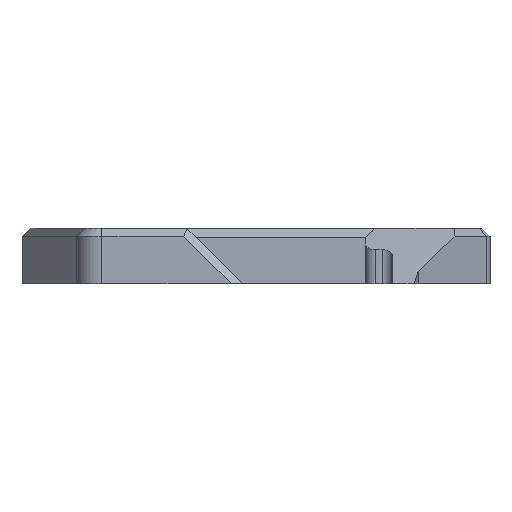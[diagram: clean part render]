
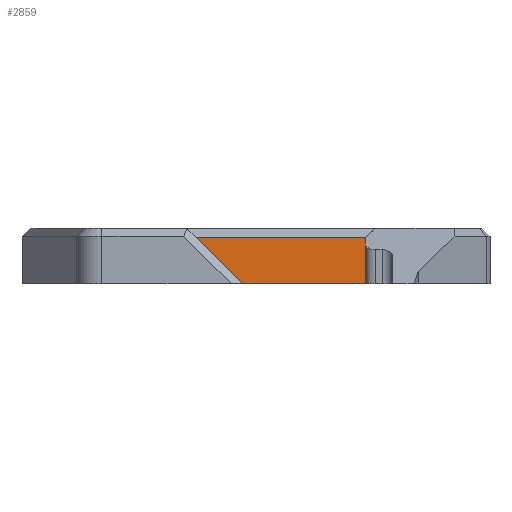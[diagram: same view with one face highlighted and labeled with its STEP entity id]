
A CAD part, left-side view. The second image highlights one B-rep face of the part: STEP entity #2859.
In plain terms, the highlighted planar face has unit normal (-1, 0, 0).
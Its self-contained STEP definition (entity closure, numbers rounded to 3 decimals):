
#1758=CARTESIAN_POINT('',(53.986,-31.179,1.4));
#1759=VERTEX_POINT('',#1758);
#1767=CARTESIAN_POINT('',(53.986,22.68,1.4));
#1768=VERTEX_POINT('',#1767);
#1769=CARTESIAN_POINT('',(53.986,22.68,1.4));
#1770=DIRECTION('',(0.,-1.,0.));
#1771=VECTOR('',#1770,53.86);
#1772=LINE('',#1769,#1771);
#1773=EDGE_CURVE('',#1768,#1759,#1772,.T.);
#2829=CARTESIAN_POINT('',(53.986,-4.25,8.4));
#2830=DIRECTION('',(1.,0.,0.));
#2831=DIRECTION('',(-0.,1.,0.));
#2832=AXIS2_PLACEMENT_3D('',#2829,#2830,#2831);
#2833=PLANE('',#2832);
#2834=CARTESIAN_POINT('',(53.986,-31.179,10.5));
#2835=VERTEX_POINT('',#2834);
#2836=CARTESIAN_POINT('',(53.986,-31.179,1.4));
#2837=DIRECTION('',(-0.,-0.,1.));
#2838=VECTOR('',#2837,9.1);
#2839=LINE('',#2836,#2838);
#2840=EDGE_CURVE('',#1759,#2835,#2839,.T.);
#2841=ORIENTED_EDGE('',*,*,#2840,.T.);
#2842=CARTESIAN_POINT('',(53.986,22.68,10.5));
#2843=VERTEX_POINT('',#2842);
#2844=CARTESIAN_POINT('',(53.986,-31.179,10.5));
#2845=DIRECTION('',(-0.,1.,0.));
#2846=VECTOR('',#2845,53.86);
#2847=LINE('',#2844,#2846);
#2848=EDGE_CURVE('',#2835,#2843,#2847,.T.);
#2849=ORIENTED_EDGE('',*,*,#2848,.T.);
#2850=CARTESIAN_POINT('',(53.986,22.68,10.5));
#2851=DIRECTION('',(0.,0.,-1.));
#2852=VECTOR('',#2851,9.1);
#2853=LINE('',#2850,#2852);
#2854=EDGE_CURVE('',#2843,#1768,#2853,.T.);
#2855=ORIENTED_EDGE('',*,*,#2854,.T.);
#2856=ORIENTED_EDGE('',*,*,#1773,.T.);
#2857=EDGE_LOOP('',(#2841,#2849,#2855,#2856));
#2858=FACE_BOUND('',#2857,.T.);
#2859=ADVANCED_FACE('',(#2858),#2833,.F.);
